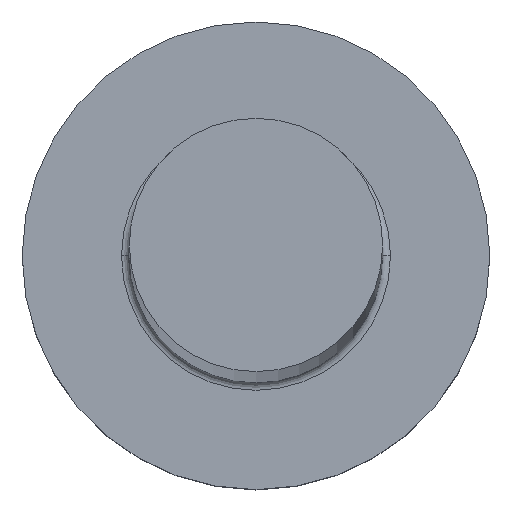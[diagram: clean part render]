
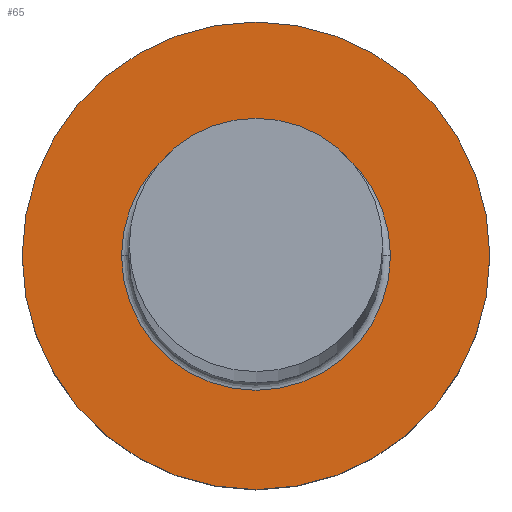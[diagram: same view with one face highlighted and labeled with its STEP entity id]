
A CAD part, top view. The second image highlights one B-rep face of the part: STEP entity #65.
In plain terms, the highlighted planar face has unit normal (0, 0, 1).
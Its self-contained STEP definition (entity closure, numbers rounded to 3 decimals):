
#21 = CARTESIAN_POINT ( 'NONE',  ( 0., 0., 5. ) ) ;
#22 = CIRCLE ( 'NONE', #146, 6. ) ;
#23 = ORIENTED_EDGE ( 'NONE', *, *, #144, .T. ) ;
#28 = CARTESIAN_POINT ( 'NONE',  ( 0., 0., 5. ) ) ;
#29 = CARTESIAN_POINT ( 'NONE',  ( 6., 0., 5. ) ) ;
#31 = DIRECTION ( 'NONE',  ( 0., 0., 1. ) ) ;
#39 = EDGE_LOOP ( 'NONE', ( #226, #204 ) ) ;
#56 = CARTESIAN_POINT ( 'NONE',  ( 0., 0., 5. ) ) ;
#58 = AXIS2_PLACEMENT_3D ( 'NONE', #21, #188, #114 ) ;
#65 = ADVANCED_FACE ( 'NONE', ( #93, #74 ), #167, .T. ) ;
#74 = FACE_OUTER_BOUND ( 'NONE', #77, .T. ) ;
#77 = EDGE_LOOP ( 'NONE', ( #23, #87 ) ) ;
#86 = CIRCLE ( 'NONE', #195, 6. ) ;
#87 = ORIENTED_EDGE ( 'NONE', *, *, #280, .T. ) ;
#93 = FACE_BOUND ( 'NONE', #39, .T. ) ;
#109 = EDGE_CURVE ( 'NONE', #270, #118, #288, .T. ) ;
#111 = CIRCLE ( 'NONE', #172, 3.45 ) ;
#114 = DIRECTION ( 'NONE',  ( 1., 0., 0. ) ) ;
#118 = VERTEX_POINT ( 'NONE', #240 ) ;
#126 = DIRECTION ( 'NONE',  ( 1., 0., 0. ) ) ;
#132 = EDGE_CURVE ( 'NONE', #118, #270, #111, .T. ) ;
#139 = DIRECTION ( 'NONE',  ( 1., 0., 0. ) ) ;
#142 = AXIS2_PLACEMENT_3D ( 'NONE', #28, #305, #148 ) ;
#144 = EDGE_CURVE ( 'NONE', #169, #212, #22, .T. ) ;
#146 = AXIS2_PLACEMENT_3D ( 'NONE', #255, #253, #139 ) ;
#148 = DIRECTION ( 'NONE',  ( 1., 0., 0. ) ) ;
#167 = PLANE ( 'NONE',  #58 ) ;
#169 = VERTEX_POINT ( 'NONE', #230 ) ;
#170 = CARTESIAN_POINT ( 'NONE',  ( -3.45, 0., 5. ) ) ;
#172 = AXIS2_PLACEMENT_3D ( 'NONE', #276, #217, #282 ) ;
#188 = DIRECTION ( 'NONE',  ( 0., 0., 1. ) ) ;
#195 = AXIS2_PLACEMENT_3D ( 'NONE', #56, #31, #126 ) ;
#204 = ORIENTED_EDGE ( 'NONE', *, *, #109, .T. ) ;
#212 = VERTEX_POINT ( 'NONE', #29 ) ;
#217 = DIRECTION ( 'NONE',  ( 0., 0., -1. ) ) ;
#226 = ORIENTED_EDGE ( 'NONE', *, *, #132, .T. ) ;
#230 = CARTESIAN_POINT ( 'NONE',  ( -6., 0., 5. ) ) ;
#240 = CARTESIAN_POINT ( 'NONE',  ( 3.45, 0., 5. ) ) ;
#253 = DIRECTION ( 'NONE',  ( 0., 0., 1. ) ) ;
#255 = CARTESIAN_POINT ( 'NONE',  ( 0., 0., 5. ) ) ;
#270 = VERTEX_POINT ( 'NONE', #170 ) ;
#276 = CARTESIAN_POINT ( 'NONE',  ( 0., 0., 5. ) ) ;
#280 = EDGE_CURVE ( 'NONE', #212, #169, #86, .T. ) ;
#282 = DIRECTION ( 'NONE',  ( 1., 0., 0. ) ) ;
#288 = CIRCLE ( 'NONE', #142, 3.45 ) ;
#305 = DIRECTION ( 'NONE',  ( 0., 0., -1. ) ) ;
